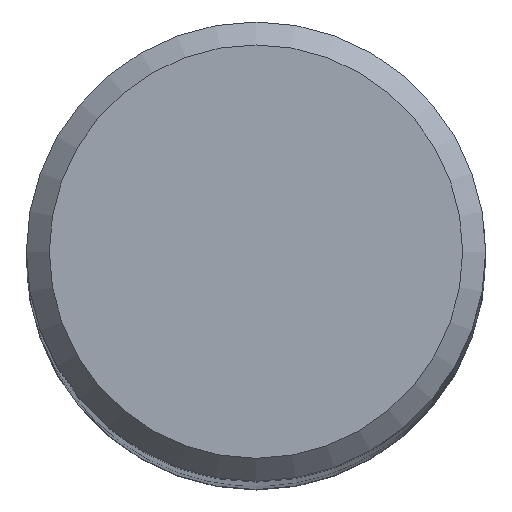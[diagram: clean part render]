
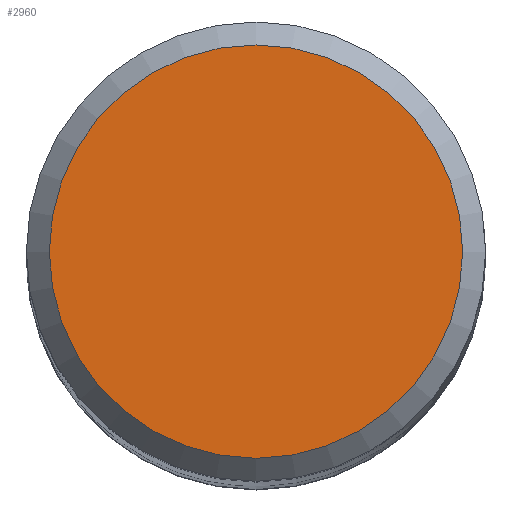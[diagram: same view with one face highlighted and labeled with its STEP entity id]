
A CAD part, top view. The second image highlights one B-rep face of the part: STEP entity #2960.
In plain terms, the highlighted free-form (B-spline) face has degree [1, 1] with [2, 2] control points.
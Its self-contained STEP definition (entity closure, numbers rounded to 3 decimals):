
#2490 = CARTESIAN_POINT ('', (-3.6, 0., 0.));
#2500 = VERTEX_POINT ('', #2490);
#2570 = CARTESIAN_POINT ('', (0., 0., 0.));
#2580 = DIRECTION ('', (0., 0., -1.));
#2590 = DIRECTION ('', (-1., 0., 0.));
#2600 = AXIS2_PLACEMENT_3D ('', #2570, #2580, #2590);
#2610 = CIRCLE ('', #2600, 3.6);
#2620 = EDGE_CURVE ('', #2500, #2500, #2610, .T.);
#2880 = ORIENTED_EDGE ('', *, *, #2620, .F.);
#2890 = EDGE_LOOP ('', (#2880));
#2900 = FACE_OUTER_BOUND ('', #2890, .T.);
#2910 = CARTESIAN_POINT ('', (3.6, -3.6, 0.));
#2920 = CARTESIAN_POINT ('', (-3.6, -3.6, 0.));
#2930 = CARTESIAN_POINT ('', (3.6, 3.6, 0.));
#2940 = CARTESIAN_POINT ('', (-3.6, 3.6, 0.));
#2950 = B_SPLINE_SURFACE_WITH_KNOTS ('', 1, 1, ((#2910, #2920), (#2930, #2940)), .UNSPECIFIED., .F., .F., .U., (2, 2), (2, 2), (0.045, 0.955), (0.045, 0.955), .UNSPECIFIED.);
#2960 = ADVANCED_FACE ('', (#2900), #2950, .T.);
